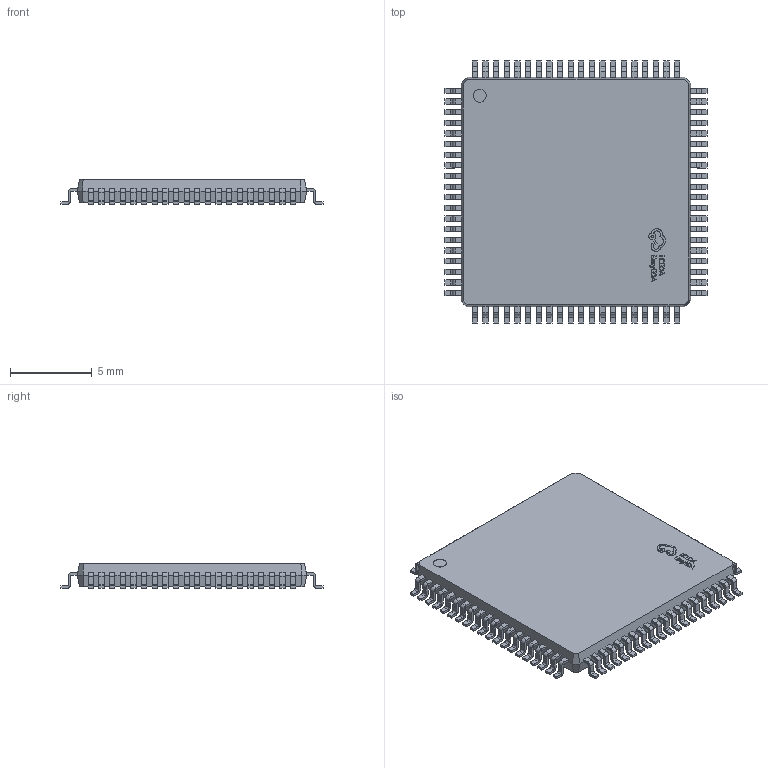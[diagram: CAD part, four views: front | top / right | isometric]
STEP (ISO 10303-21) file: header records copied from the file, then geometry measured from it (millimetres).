
FILE_DESCRIPTION (( 'STEP AP214' ), '1' );
FILE_NAME ('LQFP-80_L14.0-W14.0-H1.4-LS16.0-P0.65.step', '2022-07-09T05:02:44', ( '' ), ( '' ), 'SwSTEP 2.0', 'SolidWorks 2020', '' );
FILE_SCHEMA (( 'AUTOMOTIVE_DESIGN' ));
Length unit declared in the file: millimetre
Products named in the file (1): LQFP-80_L14.0-W14.0-H1.4-LS16.0-P0.65
Bounding box: 16 x 16 x 1.5 mm (x, y, z)
Volume: 275.8 mm3; surface area: 582.8 mm2
Topology: 1 solids, 1 shells, 1344 faces, 3777 edges, 2462 vertices
Faces by surface type: plane 910, cylinder 322, bspline 112
Entity records: 58324 total; most frequent: CARTESIAN_POINT 9688, ORIENTED_EDGE 7554, DIRECTION 6659, EDGE_CURVE 3777, LINE 2905, VECTOR 2905, VERTEX_POINT 2462, AXIS2_PLACEMENT_3D 1877
